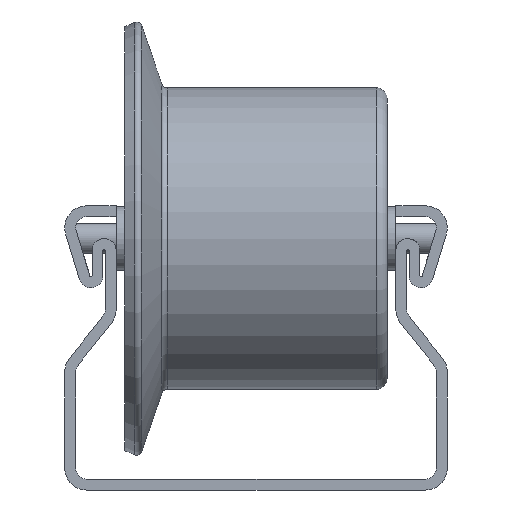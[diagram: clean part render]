
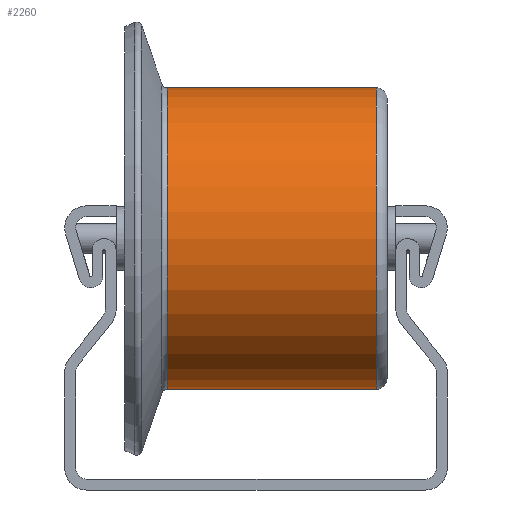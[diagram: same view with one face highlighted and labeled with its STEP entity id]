
A CAD part, left-side view. The second image highlights one B-rep face of the part: STEP entity #2260.
In plain terms, the highlighted cylindrical face has radius 13.8 mm (diameter 27.6 mm), a full revolution.
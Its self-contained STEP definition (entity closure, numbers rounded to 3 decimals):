
#531=FACE_BOUND($,#802,.T.);
#652=FACE_OUTER_BOUND($,#801,.T.);
#801=EDGE_LOOP($,(#2044));
#802=EDGE_LOOP($,(#2045));
#955=CIRCLE($,#2478,13.8);
#956=CIRCLE($,#2480,13.8);
#1175=VERTEX_POINT($,#4173);
#1176=VERTEX_POINT($,#4176);
#1476=EDGE_CURVE($,#1175,#1175,#955,.T.);
#1477=EDGE_CURVE($,#1176,#1176,#956,.T.);
#2044=ORIENTED_EDGE($,*,*,#1477,.F.);
#2045=ORIENTED_EDGE($,*,*,#1476,.F.);
#2161=CYLINDRICAL_SURFACE($,#2479,13.8);
#2260=ADVANCED_FACE($,(#652,#531),#2161,.T.);
#2478=AXIS2_PLACEMENT_3D($,#4174,#3043,#3044);
#2479=AXIS2_PLACEMENT_3D($,#4175,#3045,#3046);
#2480=AXIS2_PLACEMENT_3D($,#4177,#3047,#3048);
#3043=DIRECTION('center_axis',(0.,1.,0.));
#3044=DIRECTION('ref_axis',(0.,0.,
-1.));
#3045=DIRECTION('center_axis',(0.,1.,0.));
#3046=DIRECTION('ref_axis',(0.,0.,
1.));
#3047=DIRECTION('center_axis',(0.,-1.,0.));
#3048=DIRECTION('ref_axis',(0.,0.,
-1.));
#4173=CARTESIAN_POINT('',(24.75,8.143,36.8));
#4174=CARTESIAN_POINT('Origin',(24.75,8.143,23.));
#4175=CARTESIAN_POINT('Origin',(24.75,-1.75,23.));
#4176=CARTESIAN_POINT('',(24.75,-11.,36.8));
#4177=CARTESIAN_POINT('Origin',(24.75,-11.,23.));
